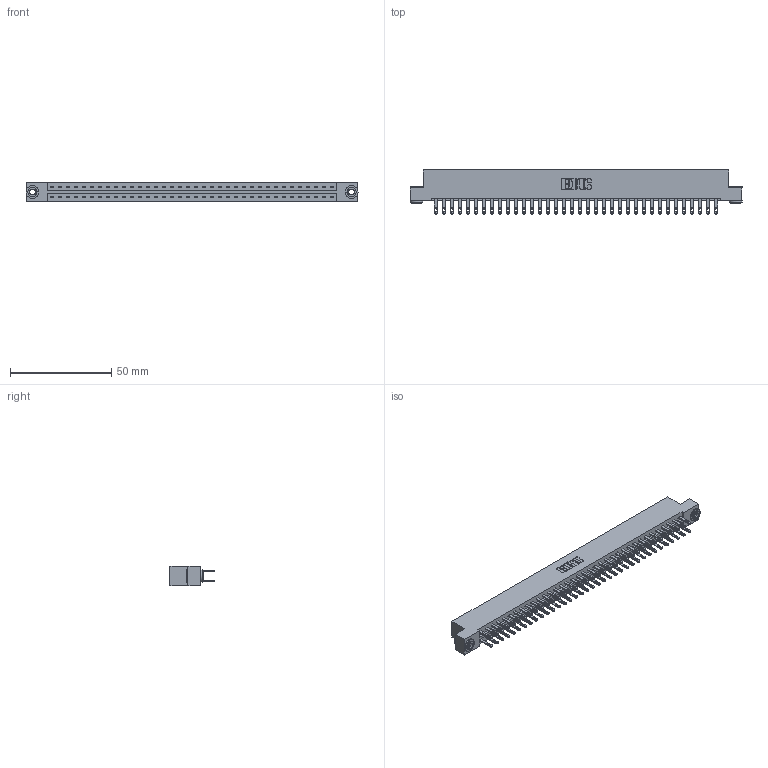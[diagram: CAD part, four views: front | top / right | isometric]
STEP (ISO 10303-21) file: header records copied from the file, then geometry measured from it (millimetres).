
FILE_DESCRIPTION (( 'STEP AP203' ), '1' );
FILE_NAME ('833-072-500-203.STEP', '2020-06-05T13:30:40', ( '' ), ( '' ), 'SwSTEP 2.0', 'SolidWorks 2020', '' );
FILE_SCHEMA (( 'CONFIG_CONTROL_DESIGN' ));
Length unit declared in the file: inch
Products named in the file (4): 345-250-002_345-250-002-102; 833 Part_Flush - .156 Dia - TH; 345-292-001_345-293-100; 833-072-500-203
Assembly tree (75 placements, depth 2):
  833-072-500-203
    833 Part_Flush - .156 Dia - TH
    345-292-001_345-293-100  x72
    345-250-002_345-250-002-102  x2
Bounding box: 164.19 x 21.85 x 9.4 mm (x, y, z)
Volume: 16945.7 mm3; surface area: 20982.8 mm2
Topology: 75 solids, 75 shells, 3608 faces, 10971 edges, 7310 vertices
Faces by surface type: plane 2240, cylinder 1360, cone 8
Entity records: 24516 total; most frequent: CARTESIAN_POINT 4045, ORIENTED_EDGE 3974, DIRECTION 3501, EDGE_CURVE 1987, VECTOR 1831, LINE 1831, VERTEX_POINT 1322, AXIS2_PLACEMENT_3D 835
